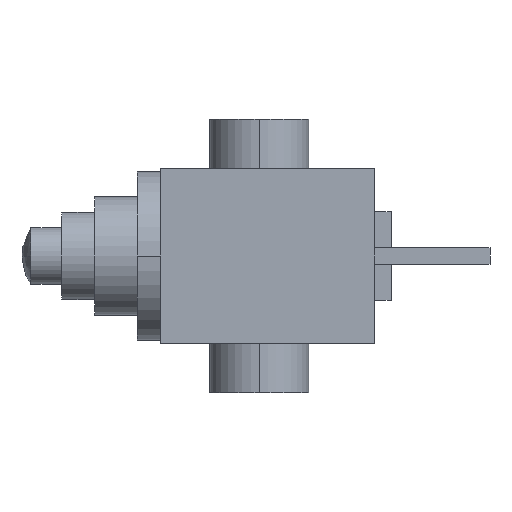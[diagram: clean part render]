
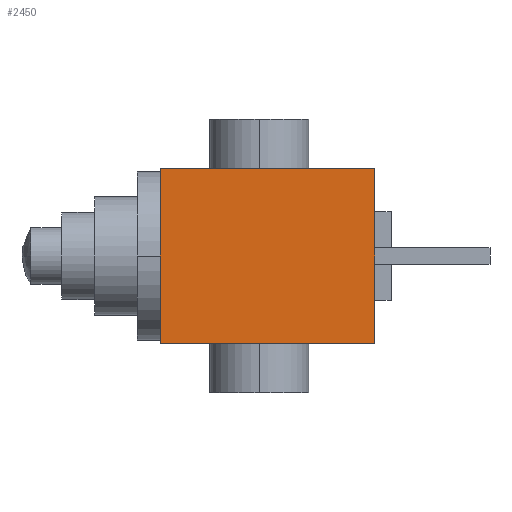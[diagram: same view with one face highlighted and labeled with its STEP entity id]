
A CAD part, left-side view. The second image highlights one B-rep face of the part: STEP entity #2450.
In plain terms, the highlighted planar face has unit normal (-1, 0, 0).
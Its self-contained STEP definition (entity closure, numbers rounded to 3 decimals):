
#13 = CARTESIAN_POINT ( 'NONE',  ( -2.65, 3., -5.3 ) ) ;
#210 = CARTESIAN_POINT ( 'NONE',  ( -2.65, 3., -5.3 ) ) ;
#260 = CARTESIAN_POINT ( 'NONE',  ( -2.65, -3.5, -5.3 ) ) ;
#294 = VERTEX_POINT ( 'NONE', #2971 ) ;
#336 = VERTEX_POINT ( 'NONE', #849 ) ;
#501 = VECTOR ( 'NONE', #1331, 1000. ) ;
#525 = CARTESIAN_POINT ( 'NONE',  ( -2.65, 3., -5.3 ) ) ;
#539 = ORIENTED_EDGE ( 'NONE', *, *, #3074, .F. ) ;
#849 = CARTESIAN_POINT ( 'NONE',  ( -2.65, 3., -5.3 ) ) ;
#938 = VECTOR ( 'NONE', #1497, 1000. ) ;
#1020 = CARTESIAN_POINT ( 'NONE',  ( -2.65, -3.5, 0. ) ) ;
#1069 = LINE ( 'NONE', #13, #501 ) ;
#1228 = LINE ( 'NONE', #1963, #1790 ) ;
#1331 = DIRECTION ( 'NONE',  ( 0., 0., 1. ) ) ;
#1338 = DIRECTION ( 'NONE',  ( 0., 0., 1. ) ) ;
#1497 = DIRECTION ( 'NONE',  ( 0., -1., 0. ) ) ;
#1597 = ORIENTED_EDGE ( 'NONE', *, *, #2759, .T. ) ;
#1603 = VERTEX_POINT ( 'NONE', #2802 ) ;
#1634 = EDGE_CURVE ( 'NONE', #294, #2401, #2565, .T. ) ;
#1790 = VECTOR ( 'NONE', #2719, 1000. ) ;
#1952 = AXIS2_PLACEMENT_3D ( 'NONE', #525, #2064, #3323 ) ;
#1963 = CARTESIAN_POINT ( 'NONE',  ( -2.65, 3., 0. ) ) ;
#2017 = ORIENTED_EDGE ( 'NONE', *, *, #1634, .T. ) ;
#2042 = FACE_OUTER_BOUND ( 'NONE', #2174, .T. ) ;
#2064 = DIRECTION ( 'NONE',  ( -1., 0., 0. ) ) ;
#2095 = PLANE ( 'NONE',  #1952 ) ;
#2174 = EDGE_LOOP ( 'NONE', ( #539, #2460, #1597, #2017 ) ) ;
#2389 = EDGE_CURVE ( 'NONE', #336, #1603, #1069, .T. ) ;
#2401 = VERTEX_POINT ( 'NONE', #1020 ) ;
#2450 = ADVANCED_FACE ( 'NONE', ( #2042 ), #2095, .T. ) ;
#2460 = ORIENTED_EDGE ( 'NONE', *, *, #2389, .F. ) ;
#2522 = LINE ( 'NONE', #210, #938 ) ;
#2565 = LINE ( 'NONE', #260, #2984 ) ;
#2719 = DIRECTION ( 'NONE',  ( 0., -1., 0. ) ) ;
#2759 = EDGE_CURVE ( 'NONE', #336, #294, #2522, .T. ) ;
#2802 = CARTESIAN_POINT ( 'NONE',  ( -2.65, 3., 0. ) ) ;
#2971 = CARTESIAN_POINT ( 'NONE',  ( -2.65, -3.5, -5.3 ) ) ;
#2984 = VECTOR ( 'NONE', #1338, 1000. ) ;
#3074 = EDGE_CURVE ( 'NONE', #1603, #2401, #1228, .T. ) ;
#3323 = DIRECTION ( 'NONE',  ( 0., -1., 0. ) ) ;
